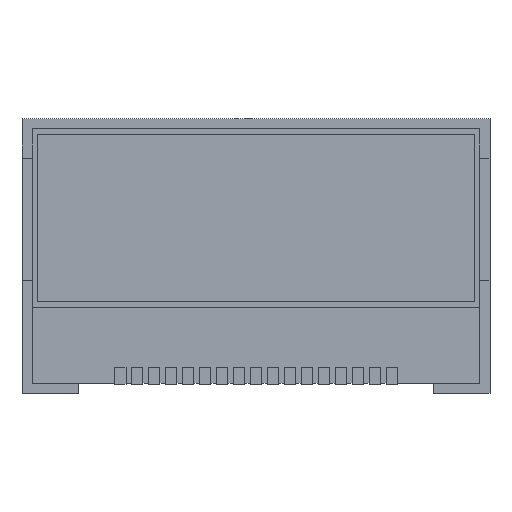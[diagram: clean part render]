
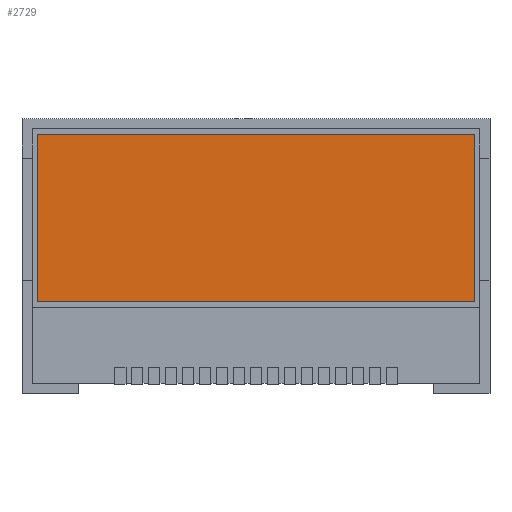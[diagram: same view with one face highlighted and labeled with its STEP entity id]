
A CAD part, top view. The second image highlights one B-rep face of the part: STEP entity #2729.
In plain terms, the highlighted planar face has unit normal (0, 0, 1).
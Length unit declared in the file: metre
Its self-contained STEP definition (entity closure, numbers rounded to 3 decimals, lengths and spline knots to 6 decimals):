
#1919 = EDGE_CURVE( '', #3694, #4542, #4543, .T. );
#2573 = EDGE_CURVE( '', #4113, #3453, #5372, .T. );
#2625 = EDGE_CURVE( '', #3453, #3694, #5431, .T. );
#2729 = ADVANCED_FACE( '', ( #5551 ), #5552, .T. );
#3013 = EDGE_CURVE( '', #4542, #4113, #5880, .T. );
#3453 = VERTEX_POINT( '', #6452 );
#3694 = VERTEX_POINT( '', #6795 );
#4113 = VERTEX_POINT( '', #7405 );
#4542 = VERTEX_POINT( '', #8050 );
#4543 = LINE( '', #8051, #8052 );
#5372 = LINE( '', #9362, #9363 );
#5431 = LINE( '', #9459, #9460 );
#5551 = FACE_OUTER_BOUND( '', #9663, .T. );
#5552 = PLANE( '', #9664 );
#5880 = LINE( '', #10192, #10193 );
#6452 = CARTESIAN_POINT( '', ( 0.0193, 0.01075, 0.0037 ) );
#6795 = CARTESIAN_POINT( '', ( -0.0193, 0.01075, 0.0037 ) );
#7405 = CARTESIAN_POINT( '', ( 0.0193, -0.00405, 0.0037 ) );
#8050 = CARTESIAN_POINT( '', ( -0.0193, -0.00405, 0.0037 ) );
#8051 = CARTESIAN_POINT( '', ( -0.0193, 0.01075, 0.0037 ) );
#8052 = VECTOR( '', #11790, 1. );
#9362 = CARTESIAN_POINT( '', ( 0.0193, -0.00405, 0.0037 ) );
#9363 = VECTOR( '', #12784, 1. );
#9459 = CARTESIAN_POINT( '', ( 0.0193, 0.01075, 0.0037 ) );
#9460 = VECTOR( '', #12866, 1. );
#9663 = EDGE_LOOP( '', ( #12994, #12995, #12996, #12997 ) );
#9664 = AXIS2_PLACEMENT_3D( '', #12998, #12999, #13000 );
#10192 = CARTESIAN_POINT( '', ( -0.0193, -0.00405, 0.0037 ) );
#10193 = VECTOR( '', #13472, 1. );
#11790 = DIRECTION( '', ( 0., -1., 0. ) );
#12784 = DIRECTION( '', ( 0., 1., 0. ) );
#12866 = DIRECTION( '', ( -1., 0., 0. ) );
#12994 = ORIENTED_EDGE( '', *, *, #2573, .T. );
#12995 = ORIENTED_EDGE( '', *, *, #2625, .T. );
#12996 = ORIENTED_EDGE( '', *, *, #1919, .T. );
#12997 = ORIENTED_EDGE( '', *, *, #3013, .T. );
#12998 = CARTESIAN_POINT( '', ( 0., 0., 0.0037 ) );
#12999 = DIRECTION( '', ( 0., 0., 1. ) );
#13000 = DIRECTION( '', ( 1., 0., 0. ) );
#13472 = DIRECTION( '', ( 1., 0., 0. ) );
